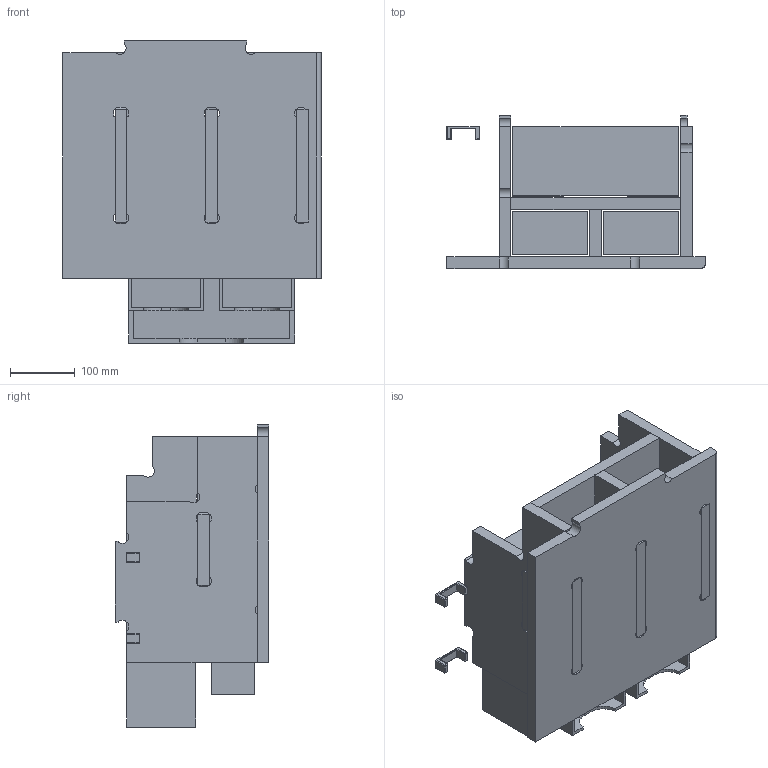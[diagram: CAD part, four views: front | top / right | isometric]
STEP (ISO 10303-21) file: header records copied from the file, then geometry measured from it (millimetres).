
FILE_DESCRIPTION(/* description */ ('STEP AP242','CAx-IF Rec.Pracs.---Representation and Presentation of Product Manufacturing Information (PMI)---4.0---2014-10-13','CAx-IF Rec.Pracs.---3D Tessellated Geometry---0.4---2014-09-14','2;1'),/* implementation_level */ '2;1');
FILE_NAME(/* name */ '68dd2422d5e888e26c9e88e4',/* time_stamp */ '2025-10-01T12:52:51Z',/* author */ (''),/* organization */ (''),/* preprocessor_version */ 'ST-DEVELOPER v20',/* originating_system */ 'ONSHAPE BY PTC INC, 1.204',/* authorisation */ ' ');
FILE_SCHEMA (('AP242_MANAGED_MODEL_BASED_3D_ENGINEERING_MIM_LF { 1 0 10303 442 1 1 4 }'));
Length unit declared in the file: metre
Products named in the file (10): Support Ordi 1; Planche Horizontale milieu; Support Ordi 2; Petit tiroir D; Planche haut; Planche verticale D; Planche Verticale G; Petit tiroir G; Grand tiroir; Planche verticale milieu
Bounding box: 400 x 238 x 468 mm (x, y, z)
Volume: 9139072.1 mm3; surface area: 1610477.2 mm2
Topology: 10 solids, 10 shells, 239 faces, 617 edges, 382 vertices
Faces by surface type: plane 142, cylinder 81, sphere 16
Entity records: 7357 total; most frequent: DIRECTION 1255, CARTESIAN_POINT 1232, ORIENTED_EDGE 1202, EDGE_CURVE 601, LINE 445, VECTOR 445, AXIS2_PLACEMENT_3D 405, VERTEX_POINT 382
